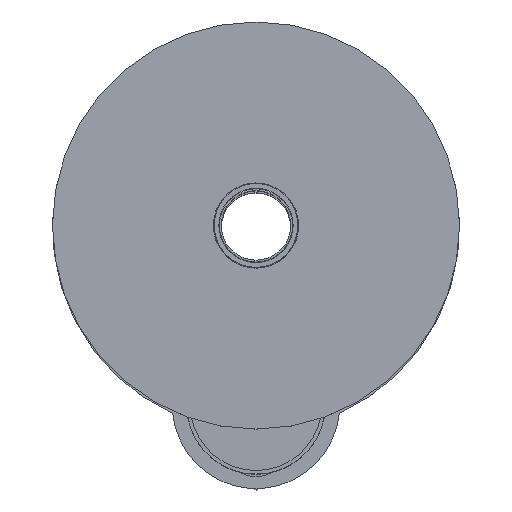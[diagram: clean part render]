
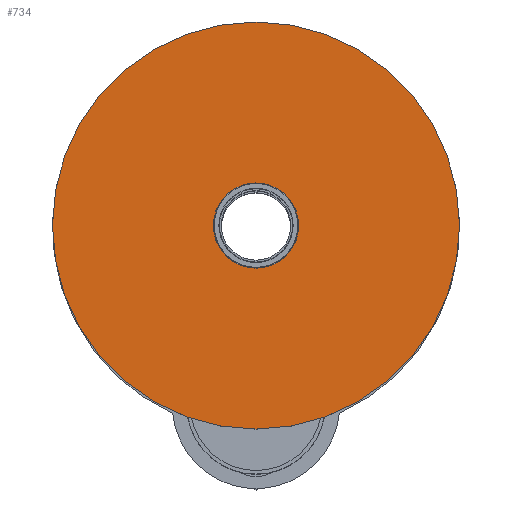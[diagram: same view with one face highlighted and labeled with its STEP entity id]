
A CAD part, top view. The second image highlights one B-rep face of the part: STEP entity #734.
In plain terms, the highlighted planar face has unit normal (0, 0, 1).
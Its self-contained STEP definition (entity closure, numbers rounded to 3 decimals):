
#62=PLANE('',#844);
#158=FACE_BOUND('',#303,.T.);
#214=FACE_OUTER_BOUND('',#302,.T.);
#302=EDGE_LOOP('',(#648));
#303=EDGE_LOOP('',(#649));
#354=CIRCLE('',#839,17.8);
#356=CIRCLE('',#842,85.);
#418=VERTEX_POINT('',#1270);
#420=VERTEX_POINT('',#1275);
#496=EDGE_CURVE('',#418,#418,#354,.T.);
#498=EDGE_CURVE('',#420,#420,#356,.T.);
#648=ORIENTED_EDGE('',*,*,#498,.F.);
#649=ORIENTED_EDGE('',*,*,#496,.T.);
#734=ADVANCED_FACE('',(#214,#158),#62,.F.);
#839=AXIS2_PLACEMENT_3D('',#1271,#1064,#1065);
#842=AXIS2_PLACEMENT_3D('',#1276,#1070,#1071);
#844=AXIS2_PLACEMENT_3D('',#1279,#1074,#1075);
#1064=DIRECTION('center_axis',(0.,0.,-1.));
#1065=DIRECTION('ref_axis',(-1.,0.,0.));
#1070=DIRECTION('center_axis',(0.,0.,-1.));
#1071=DIRECTION('ref_axis',(-1.,0.,0.));
#1074=DIRECTION('center_axis',(0.,0.,-1.));
#1075=DIRECTION('ref_axis',(-1.,0.,0.));
#1270=CARTESIAN_POINT('',(17.8,0.,493.));
#1271=CARTESIAN_POINT('Origin',(0.,0.,493.));
#1275=CARTESIAN_POINT('',(85.,0.,493.));
#1276=CARTESIAN_POINT('Origin',(0.,0.,493.));
#1279=CARTESIAN_POINT('Origin',(0.,0.,493.));
